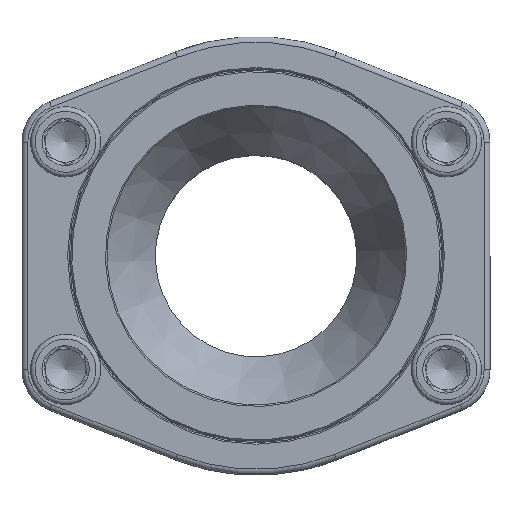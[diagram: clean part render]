
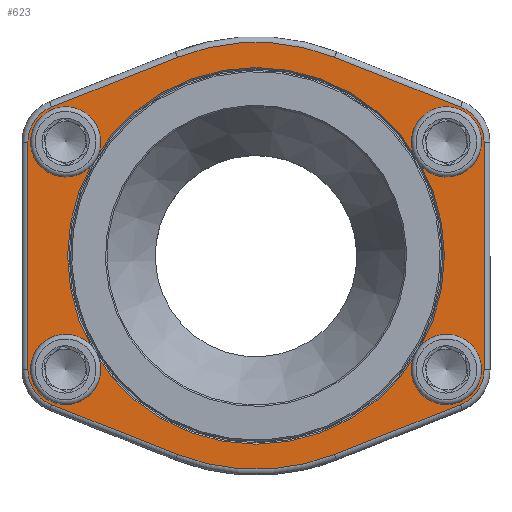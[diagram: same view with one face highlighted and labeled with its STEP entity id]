
A CAD part, top view. The second image highlights one B-rep face of the part: STEP entity #623.
In plain terms, the highlighted face is planar.
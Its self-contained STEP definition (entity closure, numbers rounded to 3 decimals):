
#219=LINE('',#3621,#279);
#220=LINE('',#3626,#280);
#221=LINE('',#3630,#281);
#222=LINE('',#3634,#282);
#223=LINE('',#3638,#283);
#224=LINE('',#3642,#284);
#279=VECTOR('',#2845,1.);
#280=VECTOR('',#2848,1.);
#281=VECTOR('',#2851,1.);
#282=VECTOR('',#2854,1.);
#283=VECTOR('',#2857,1.);
#284=VECTOR('',#2860,1.);
#511=FACE_BOUND('',#939,.T.);
#512=FACE_BOUND('',#940,.T.);
#513=FACE_BOUND('',#941,.T.);
#514=FACE_BOUND('',#942,.T.);
#515=FACE_BOUND('',#943,.T.);
#516=FACE_BOUND('',#944,.T.);
#623=ADVANCED_FACE('',(#511,#512,#513,#514,#515,#516),#739,.T.);
#739=PLANE('',#2358);
#939=EDGE_LOOP('',(#1265));
#940=EDGE_LOOP('',(#1266));
#941=EDGE_LOOP('',(#1267));
#942=EDGE_LOOP('',(#1268));
#943=EDGE_LOOP('',(#1269,#1270,#1271,#1272,#1273,#1274,#1275,#1276,#1277,
#1278,#1279,#1280));
#944=EDGE_LOOP('',(#1281));
#1265=ORIENTED_EDGE('',*,*,#1918,.T.);
#1266=ORIENTED_EDGE('',*,*,#1919,.T.);
#1267=ORIENTED_EDGE('',*,*,#1920,.T.);
#1268=ORIENTED_EDGE('',*,*,#1921,.T.);
#1269=ORIENTED_EDGE('',*,*,#1922,.T.);
#1270=ORIENTED_EDGE('',*,*,#1923,.T.);
#1271=ORIENTED_EDGE('',*,*,#1924,.T.);
#1272=ORIENTED_EDGE('',*,*,#1925,.T.);
#1273=ORIENTED_EDGE('',*,*,#1926,.T.);
#1274=ORIENTED_EDGE('',*,*,#1927,.T.);
#1275=ORIENTED_EDGE('',*,*,#1928,.T.);
#1276=ORIENTED_EDGE('',*,*,#1929,.T.);
#1277=ORIENTED_EDGE('',*,*,#1930,.T.);
#1278=ORIENTED_EDGE('',*,*,#1931,.T.);
#1279=ORIENTED_EDGE('',*,*,#1932,.T.);
#1280=ORIENTED_EDGE('',*,*,#1933,.T.);
#1281=ORIENTED_EDGE('',*,*,#1934,.T.);
#1715=VERTEX_POINT('',#3614);
#1716=VERTEX_POINT('',#3616);
#1717=VERTEX_POINT('',#3618);
#1718=VERTEX_POINT('',#3620);
#1719=VERTEX_POINT('',#3622);
#1720=VERTEX_POINT('',#3623);
#1721=VERTEX_POINT('',#3625);
#1722=VERTEX_POINT('',#3627);
#1723=VERTEX_POINT('',#3629);
#1724=VERTEX_POINT('',#3631);
#1725=VERTEX_POINT('',#3633);
#1726=VERTEX_POINT('',#3635);
#1727=VERTEX_POINT('',#3637);
#1728=VERTEX_POINT('',#3639);
#1729=VERTEX_POINT('',#3641);
#1730=VERTEX_POINT('',#3643);
#1731=VERTEX_POINT('',#3646);
#1918=EDGE_CURVE('',#1715,#1715,#2127,.T.);
#1919=EDGE_CURVE('',#1716,#1716,#2128,.T.);
#1920=EDGE_CURVE('',#1717,#1717,#2129,.T.);
#1921=EDGE_CURVE('',#1718,#1718,#2130,.T.);
#1922=EDGE_CURVE('',#1719,#1720,#219,.T.);
#1923=EDGE_CURVE('',#1720,#1721,#2131,.T.);
#1924=EDGE_CURVE('',#1721,#1722,#220,.T.);
#1925=EDGE_CURVE('',#1722,#1723,#2132,.T.);
#1926=EDGE_CURVE('',#1723,#1724,#221,.T.);
#1927=EDGE_CURVE('',#1724,#1725,#2133,.T.);
#1928=EDGE_CURVE('',#1725,#1726,#222,.T.);
#1929=EDGE_CURVE('',#1726,#1727,#2134,.T.);
#1930=EDGE_CURVE('',#1727,#1728,#223,.T.);
#1931=EDGE_CURVE('',#1728,#1729,#2135,.T.);
#1932=EDGE_CURVE('',#1729,#1730,#224,.T.);
#1933=EDGE_CURVE('',#1730,#1719,#2136,.T.);
#1934=EDGE_CURVE('',#1731,#1731,#2137,.T.);
#2127=CIRCLE('',#2347,9.);
#2128=CIRCLE('',#2348,9.);
#2129=CIRCLE('',#2349,9.);
#2130=CIRCLE('',#2350,9.);
#2131=CIRCLE('',#2351,73.);
#2132=CIRCLE('',#2352,12.9);
#2133=CIRCLE('',#2353,12.9);
#2134=CIRCLE('',#2354,73.);
#2135=CIRCLE('',#2355,12.9);
#2136=CIRCLE('',#2356,12.9);
#2137=CIRCLE('',#2357,64.4);
#2347=AXIS2_PLACEMENT_3D('',#3613,#2837,#2838);
#2348=AXIS2_PLACEMENT_3D('',#3615,#2839,#2840);
#2349=AXIS2_PLACEMENT_3D('',#3617,#2841,#2842);
#2350=AXIS2_PLACEMENT_3D('',#3619,#2843,#2844);
#2351=AXIS2_PLACEMENT_3D('',#3624,#2846,#2847);
#2352=AXIS2_PLACEMENT_3D('',#3628,#2849,#2850);
#2353=AXIS2_PLACEMENT_3D('',#3632,#2852,#2853);
#2354=AXIS2_PLACEMENT_3D('',#3636,#2855,#2856);
#2355=AXIS2_PLACEMENT_3D('',#3640,#2858,#2859);
#2356=AXIS2_PLACEMENT_3D('',#3644,#2861,#2862);
#2357=AXIS2_PLACEMENT_3D('',#3645,#2863,#2864);
#2358=AXIS2_PLACEMENT_3D('',#3647,#2865,#2866);
#2837=DIRECTION('',(0.,0.,1.));
#2838=DIRECTION('',(-1.,0.,0.));
#2839=DIRECTION('',(0.,0.,1.));
#2840=DIRECTION('',(-1.,0.,0.));
#2841=DIRECTION('',(0.,0.,1.));
#2842=DIRECTION('',(-1.,0.,0.));
#2843=DIRECTION('',(0.,0.,1.));
#2844=DIRECTION('',(-1.,0.,0.));
#2845=DIRECTION('',(-0.93,-0.367,0.));
#2846=DIRECTION('',(0.,0.,-1.));
#2847=DIRECTION('',(-1.,0.,0.));
#2848=DIRECTION('',(-0.93,0.367,0.));
#2849=DIRECTION('',(0.,0.,-1.));
#2850=DIRECTION('',(-1.,0.,0.));
#2851=DIRECTION('',(0.,1.,0.));
#2852=DIRECTION('',(0.,0.,-1.));
#2853=DIRECTION('',(-1.,0.,0.));
#2854=DIRECTION('',(0.93,0.367,0.));
#2855=DIRECTION('',(0.,0.,-1.));
#2856=DIRECTION('',(-1.,0.,0.));
#2857=DIRECTION('',(0.93,-0.367,0.));
#2858=DIRECTION('',(0.,0.,-1.));
#2859=DIRECTION('',(-1.,0.,0.));
#2860=DIRECTION('',(0.,-1.,0.));
#2861=DIRECTION('',(0.,0.,-1.));
#2862=DIRECTION('',(-1.,0.,0.));
#2863=DIRECTION('',(0.,0.,1.));
#2864=DIRECTION('',(-1.,0.,0.));
#2865=DIRECTION('',(0.,0.,-1.));
#2866=DIRECTION('',(-1.,0.,0.));
#3613=CARTESIAN_POINT('',(65.1,-38.9,0.));
#3614=CARTESIAN_POINT('',(56.1,-38.9,0.));
#3615=CARTESIAN_POINT('',(65.1,38.9,0.));
#3616=CARTESIAN_POINT('',(56.1,38.9,0.));
#3617=CARTESIAN_POINT('',(-65.1,38.9,0.));
#3618=CARTESIAN_POINT('',(-74.1,38.9,0.));
#3619=CARTESIAN_POINT('',(-65.1,-38.9,0.));
#3620=CARTESIAN_POINT('',(-74.1,-38.9,0.));
#3621=CARTESIAN_POINT('',(69.84,-50.898,0.));
#3622=CARTESIAN_POINT('',(69.84,-50.898,0.));
#3623=CARTESIAN_POINT('',(26.824,-67.893,0.));
#3624=CARTESIAN_POINT('',(0.,0.,0.));
#3625=CARTESIAN_POINT('',(-26.824,-67.893,0.));
#3626=CARTESIAN_POINT('',(42.78,-95.393,0.));
#3627=CARTESIAN_POINT('',(-69.84,-50.898,0.));
#3628=CARTESIAN_POINT('',(-65.1,-38.9,0.));
#3629=CARTESIAN_POINT('',(-78.,-38.9,0.));
#3630=CARTESIAN_POINT('',(-78.,-38.9,0.));
#3631=CARTESIAN_POINT('',(-78.,38.9,0.));
#3632=CARTESIAN_POINT('',(-65.1,38.9,0.));
#3633=CARTESIAN_POINT('',(-69.84,50.898,0.));
#3634=CARTESIAN_POINT('',(16.192,84.888,0.));
#3635=CARTESIAN_POINT('',(-26.824,67.893,0.));
#3636=CARTESIAN_POINT('',(0.,0.,0.));
#3637=CARTESIAN_POINT('',(26.824,67.893,0.));
#3638=CARTESIAN_POINT('',(96.428,40.393,0.));
#3639=CARTESIAN_POINT('',(69.84,50.898,0.));
#3640=CARTESIAN_POINT('',(65.1,38.9,0.));
#3641=CARTESIAN_POINT('',(78.,38.9,0.));
#3642=CARTESIAN_POINT('',(78.,-38.9,0.));
#3643=CARTESIAN_POINT('',(78.,-38.9,0.));
#3644=CARTESIAN_POINT('',(65.1,-38.9,0.));
#3645=CARTESIAN_POINT('',(0.,0.,0.));
#3646=CARTESIAN_POINT('',(-64.4,0.,0.));
#3647=CARTESIAN_POINT('',(65.1,-38.9,0.));
